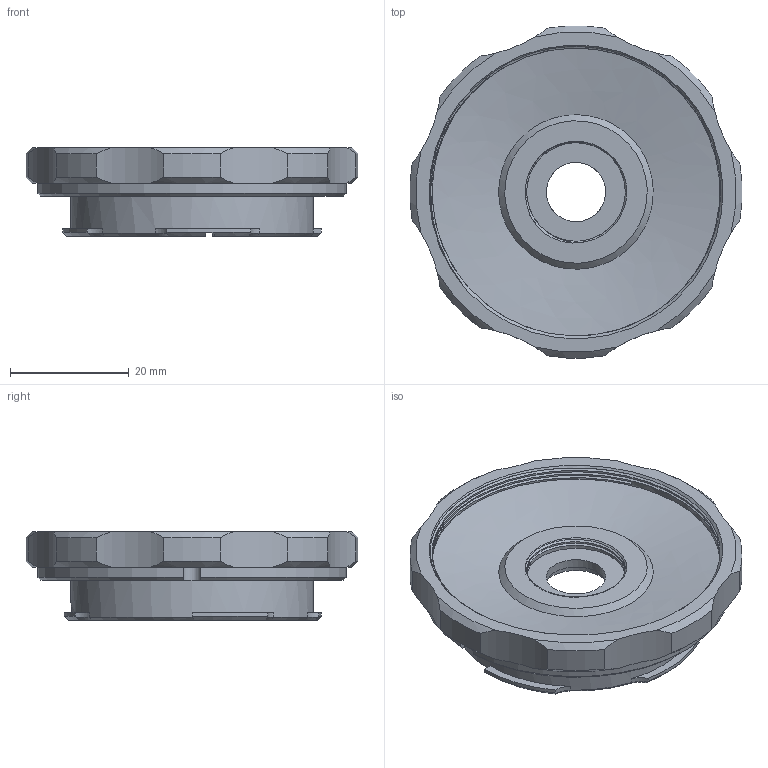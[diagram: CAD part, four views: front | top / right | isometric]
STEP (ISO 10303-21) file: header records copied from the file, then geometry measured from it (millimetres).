
FILE_DESCRIPTION(/* description */ (''),/* implementation_level */ '2;1');
FILE_NAME(/* name */ 'kodakFunsaver_leicaM_body',/* time_stamp */ '2023-12-09T15:29:08-05:00',/* author */ ('George Moua'),/* organization */ ('Archive 663'),/* preprocessor_version */ 'ST-DEVELOPER v16.7',/* originating_system */ 'Solid Edge',/* authorisation */ 'Unknown');
FILE_SCHEMA (('AUTOMOTIVE_DESIGN {1 0 10303 214 3 1 1}'));
Length unit declared in the file: millimetre
Products named in the file (2): kodakFunsaver; kodakFunsaver_leicaM_body
Assembly tree (1 placements, depth 2):
  kodakFunsaver
    kodakFunsaver_leicaM_body
Bounding box: 55.91 x 55.91 x 14.95 mm (x, y, z)
Volume: 13629.2 mm3; surface area: 8729.9 mm2
Topology: 1 solids, 1 shells, 124 faces, 337 edges, 223 vertices
Faces by surface type: cylinder 43, plane 39, cone 33, bspline 9
Full cylindrical faces by diameter (mm): 10 x1, 11.5 x1, 16.6 x2, 38 x1, 40.9 x1, 48.5 x2
Entity records: 6070 total; most frequent: CARTESIAN_POINT 3147, ORIENTED_EDGE 614, DIRECTION 582, EDGE_CURVE 307, AXIS2_PLACEMENT_3D 241, VERTEX_POINT 207, EDGE_LOOP 142, FACE_BOUND 142
